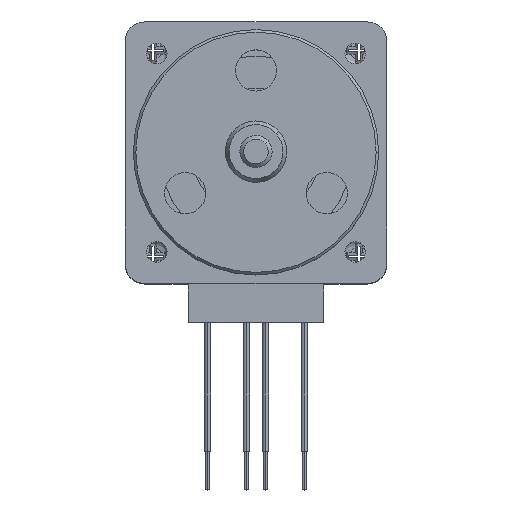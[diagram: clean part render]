
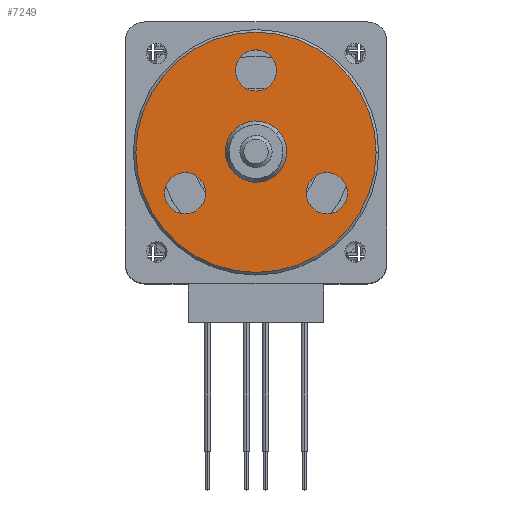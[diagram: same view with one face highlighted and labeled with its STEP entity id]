
A CAD part, top view. The second image highlights one B-rep face of the part: STEP entity #7249.
In plain terms, the highlighted planar face has unit normal (0, 0, 1).
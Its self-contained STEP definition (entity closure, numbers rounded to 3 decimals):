
#8 = ORIENTED_EDGE ( 'NONE', *, *, #5088, .T. ) ;
#29 = DIRECTION ( 'NONE',  ( 0., 0., -1. ) ) ;
#189 = EDGE_CURVE ( 'NONE', #3465, #976, #2394, .T. ) ;
#464 = CARTESIAN_POINT ( 'NONE',  ( 3.59, 0.076, 63.1 ) ) ;
#538 = DIRECTION ( 'NONE',  ( -1., 0., 0. ) ) ;
#587 = CIRCLE ( 'NONE', #5265, 9.325 ) ;
#668 = EDGE_LOOP ( 'NONE', ( #5180, #4086 ) ) ;
#696 = CARTESIAN_POINT ( 'NONE',  ( 7.416, 3.251, 63.1 ) ) ;
#762 = EDGE_CURVE ( 'NONE', #7021, #2800, #4467, .T. ) ;
#791 = DIRECTION ( 'NONE',  ( 0., 0., -1. ) ) ;
#857 = EDGE_LOOP ( 'NONE', ( #7409, #2710 ) ) ;
#976 = VERTEX_POINT ( 'NONE', #3702 ) ;
#980 = FACE_BOUND ( 'NONE', #857, .T. ) ;
#1021 = DIRECTION ( 'NONE',  ( -1., 0., 0. ) ) ;
#1032 = CARTESIAN_POINT ( 'NONE',  ( -1.909, 3.251, 63.1 ) ) ;
#1138 = DIRECTION ( 'NONE',  ( 0., 0., 1. ) ) ;
#1181 = AXIS2_PLACEMENT_3D ( 'NONE', #1772, #1754, #1729 ) ;
#1355 = CIRCLE ( 'NONE', #3477, 1.6 ) ;
#1427 = CARTESIAN_POINT ( 'NONE',  ( -0.309, 9.601, 63.1 ) ) ;
#1467 = ORIENTED_EDGE ( 'NONE', *, *, #2456, .T. ) ;
#1632 = DIRECTION ( 'NONE',  ( -1., 0., 0. ) ) ;
#1729 = DIRECTION ( 'NONE',  ( -1., 0., 0. ) ) ;
#1742 = EDGE_CURVE ( 'NONE', #6479, #3205, #4082, .T. ) ;
#1754 = DIRECTION ( 'NONE',  ( 0., 0., -1. ) ) ;
#1756 = CARTESIAN_POINT ( 'NONE',  ( -1.909, 3.251, 63.1 ) ) ;
#1772 = CARTESIAN_POINT ( 'NONE',  ( 3.59, 0.076, 63.1 ) ) ;
#1877 = EDGE_CURVE ( 'NONE', #5799, #6962, #3137, .T. ) ;
#1975 = DIRECTION ( 'NONE',  ( -1., 0., 0. ) ) ;
#1988 = CARTESIAN_POINT ( 'NONE',  ( 5.19, 0.076, 63.1 ) ) ;
#1995 = DIRECTION ( 'NONE',  ( 0., 0., -1. ) ) ;
#2082 = CIRCLE ( 'NONE', #3241, 1.6 ) ;
#2128 = CARTESIAN_POINT ( 'NONE',  ( -7.408, 0.076, 63.1 ) ) ;
#2206 = AXIS2_PLACEMENT_3D ( 'NONE', #1756, #791, #538 ) ;
#2225 = CARTESIAN_POINT ( 'NONE',  ( -3.459, 3.251, 63.1 ) ) ;
#2328 = FACE_BOUND ( 'NONE', #6524, .T. ) ;
#2394 = CIRCLE ( 'NONE', #2206, 1.55 ) ;
#2456 = EDGE_CURVE ( 'NONE', #4824, #2839, #2082, .T. ) ;
#2506 = FACE_OUTER_BOUND ( 'NONE', #668, .T. ) ;
#2571 = CIRCLE ( 'NONE', #3017, 1.6 ) ;
#2680 = AXIS2_PLACEMENT_3D ( 'NONE', #5215, #5163, #5149 ) ;
#2710 = ORIENTED_EDGE ( 'NONE', *, *, #3971, .T. ) ;
#2800 = VERTEX_POINT ( 'NONE', #1427 ) ;
#2839 = VERTEX_POINT ( 'NONE', #5337 ) ;
#3017 = AXIS2_PLACEMENT_3D ( 'NONE', #3100, #7121, #3703 ) ;
#3100 = CARTESIAN_POINT ( 'NONE',  ( -7.408, 0.076, 63.1 ) ) ;
#3137 = CIRCLE ( 'NONE', #1181, 1.6 ) ;
#3205 = VERTEX_POINT ( 'NONE', #696 ) ;
#3241 = AXIS2_PLACEMENT_3D ( 'NONE', #2128, #1995, #1975 ) ;
#3267 = AXIS2_PLACEMENT_3D ( 'NONE', #1032, #5150, #1632 ) ;
#3283 = AXIS2_PLACEMENT_3D ( 'NONE', #3829, #3767, #3741 ) ;
#3309 = CARTESIAN_POINT ( 'NONE',  ( -9.008, 0.076, 63.1 ) ) ;
#3441 = EDGE_CURVE ( 'NONE', #976, #3465, #5194, .T. ) ;
#3465 = VERTEX_POINT ( 'NONE', #2225 ) ;
#3477 = AXIS2_PLACEMENT_3D ( 'NONE', #3506, #29, #4116 ) ;
#3506 = CARTESIAN_POINT ( 'NONE',  ( -1.909, 9.601, 63.1 ) ) ;
#3702 = CARTESIAN_POINT ( 'NONE',  ( -0.359, 3.251, 63.1 ) ) ;
#3703 = DIRECTION ( 'NONE',  ( -1., 0., 0. ) ) ;
#3741 = DIRECTION ( 'NONE',  ( -1., 0., 0. ) ) ;
#3767 = DIRECTION ( 'NONE',  ( 0., 0., 1. ) ) ;
#3829 = CARTESIAN_POINT ( 'NONE',  ( -1.909, 3.251, 63.1 ) ) ;
#3921 = FACE_BOUND ( 'NONE', #6278, .T. ) ;
#3971 = EDGE_CURVE ( 'NONE', #6962, #5799, #7428, .T. ) ;
#4082 = CIRCLE ( 'NONE', #3283, 9.325 ) ;
#4086 = ORIENTED_EDGE ( 'NONE', *, *, #5349, .T. ) ;
#4116 = DIRECTION ( 'NONE',  ( -1., 0., 0. ) ) ;
#4282 = CARTESIAN_POINT ( 'NONE',  ( 1.99, 0.076, 63.1 ) ) ;
#4400 = AXIS2_PLACEMENT_3D ( 'NONE', #6360, #6337, #6899 ) ;
#4467 = CIRCLE ( 'NONE', #2680, 1.6 ) ;
#4534 = DIRECTION ( 'NONE',  ( 0., 0., -1. ) ) ;
#4655 = CARTESIAN_POINT ( 'NONE',  ( -1.909, 3.251, 63.1 ) ) ;
#4824 = VERTEX_POINT ( 'NONE', #3309 ) ;
#4968 = AXIS2_PLACEMENT_3D ( 'NONE', #464, #4534, #1021 ) ;
#4980 = EDGE_LOOP ( 'NONE', ( #6464, #6554 ) ) ;
#5070 = CARTESIAN_POINT ( 'NONE',  ( -11.234, 3.251, 63.1 ) ) ;
#5088 = EDGE_CURVE ( 'NONE', #2839, #4824, #2571, .T. ) ;
#5149 = DIRECTION ( 'NONE',  ( -1., 0., 0. ) ) ;
#5150 = DIRECTION ( 'NONE',  ( 0., 0., -1. ) ) ;
#5163 = DIRECTION ( 'NONE',  ( 0., 0., -1. ) ) ;
#5180 = ORIENTED_EDGE ( 'NONE', *, *, #1742, .T. ) ;
#5191 = ORIENTED_EDGE ( 'NONE', *, *, #189, .T. ) ;
#5194 = CIRCLE ( 'NONE', #3267, 1.55 ) ;
#5215 = CARTESIAN_POINT ( 'NONE',  ( -1.909, 9.601, 63.1 ) ) ;
#5249 = DIRECTION ( 'NONE',  ( -1., 0., 0. ) ) ;
#5265 = AXIS2_PLACEMENT_3D ( 'NONE', #4655, #1138, #5249 ) ;
#5337 = CARTESIAN_POINT ( 'NONE',  ( -5.808, 0.076, 63.1 ) ) ;
#5349 = EDGE_CURVE ( 'NONE', #3205, #6479, #587, .T. ) ;
#5741 = ORIENTED_EDGE ( 'NONE', *, *, #3441, .T. ) ;
#5784 = PLANE ( 'NONE',  #4400 ) ;
#5799 = VERTEX_POINT ( 'NONE', #4282 ) ;
#6116 = CARTESIAN_POINT ( 'NONE',  ( -3.509, 9.601, 63.1 ) ) ;
#6188 = EDGE_CURVE ( 'NONE', #2800, #7021, #1355, .T. ) ;
#6278 = EDGE_LOOP ( 'NONE', ( #5191, #5741 ) ) ;
#6337 = DIRECTION ( 'NONE',  ( 0., 0., -1. ) ) ;
#6360 = CARTESIAN_POINT ( 'NONE',  ( -1.909, 3.251, 63.1 ) ) ;
#6464 = ORIENTED_EDGE ( 'NONE', *, *, #762, .T. ) ;
#6479 = VERTEX_POINT ( 'NONE', #5070 ) ;
#6524 = EDGE_LOOP ( 'NONE', ( #1467, #8 ) ) ;
#6554 = ORIENTED_EDGE ( 'NONE', *, *, #6188, .T. ) ;
#6787 = FACE_BOUND ( 'NONE', #4980, .T. ) ;
#6899 = DIRECTION ( 'NONE',  ( -1., 0., 0. ) ) ;
#6962 = VERTEX_POINT ( 'NONE', #1988 ) ;
#7021 = VERTEX_POINT ( 'NONE', #6116 ) ;
#7121 = DIRECTION ( 'NONE',  ( 0., 0., -1. ) ) ;
#7249 = ADVANCED_FACE ( 'NONE', ( #3921, #2506, #980, #2328, #6787 ), #5784, .F. ) ;
#7409 = ORIENTED_EDGE ( 'NONE', *, *, #1877, .T. ) ;
#7428 = CIRCLE ( 'NONE', #4968, 1.6 ) ;
